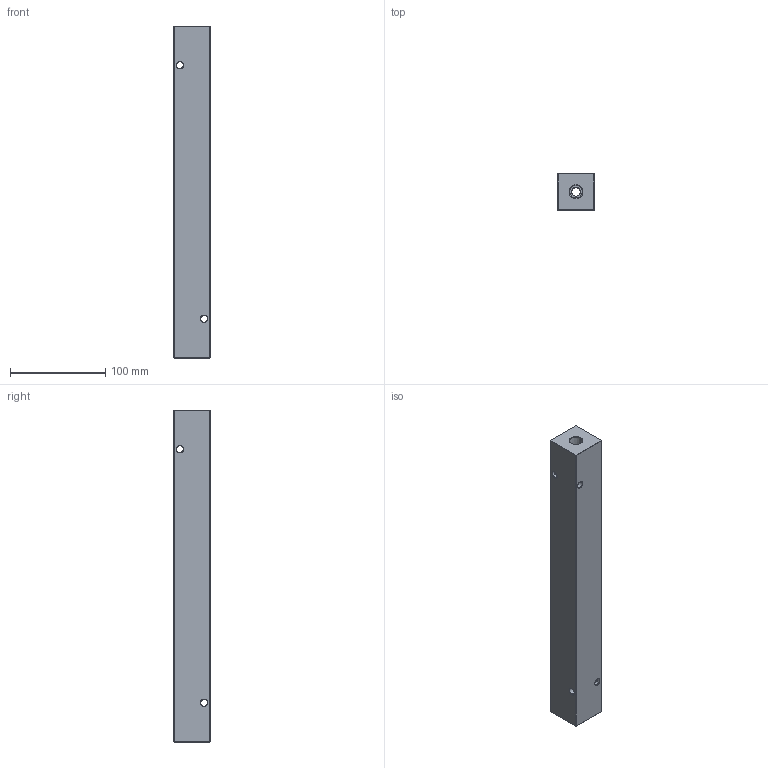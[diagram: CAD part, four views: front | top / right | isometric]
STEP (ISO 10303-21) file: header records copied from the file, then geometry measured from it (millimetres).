
FILE_DESCRIPTION (( 'STEP AP214' ), '1' );
FILE_NAME ('HM-9-0-P-4-2.STEP', '2019-07-16T00:24:33', ( '' ), ( '' ), 'SwSTEP 2.0', 'SolidWorks 2018', '' );
FILE_SCHEMA (( 'AUTOMOTIVE_DESIGN' ));
Length unit declared in the file: inch
Products named in the file (1): HM-9-0-P-4-2
Bounding box: 38.1 x 38.1 x 349.25 mm (x, y, z)
Volume: 466063.5 mm3; surface area: 71961.6 mm2
Topology: 1 solids, 1 shells, 502 faces, 1300 edges, 842 vertices
Faces by surface type: plane 250, bspline 174, cone 42, cylinder 36
Entity records: 30548 total; most frequent: CARTESIAN_POINT 13131, ORIENTED_EDGE 2600, DIRECTION 1678, EDGE_CURVE 1300, VERTEX_POINT 842, LINE 816, VECTOR 816, EDGE_LOOP 576
